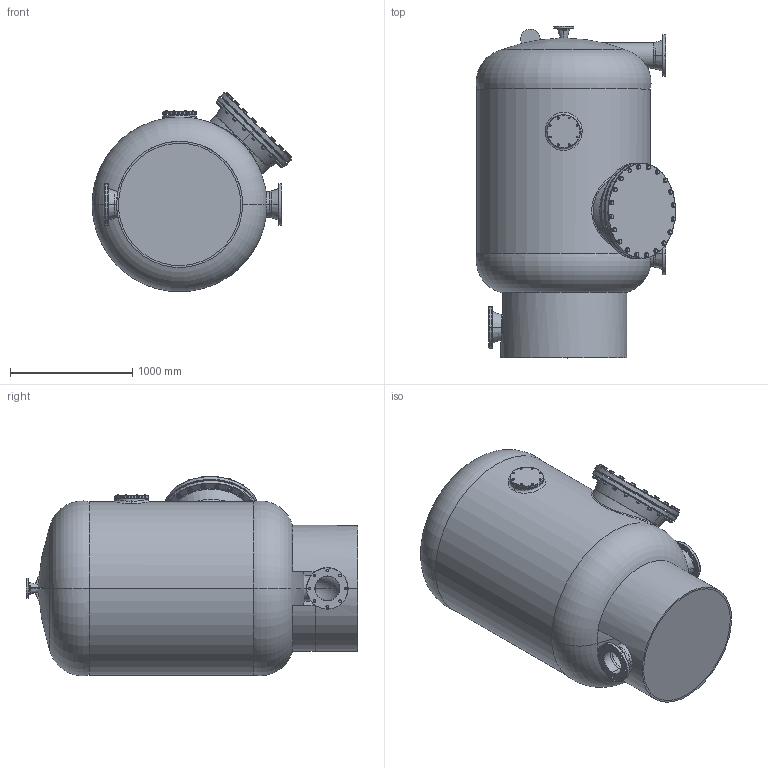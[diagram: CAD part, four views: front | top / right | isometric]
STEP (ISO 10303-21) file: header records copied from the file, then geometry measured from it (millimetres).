
FILE_DESCRIPTION (( 'STEP AP214' ), '1' );
FILE_NAME ('diatomea140c_v1_.STEP', '2020-10-30T08:42:54', ( '' ), ( '' ), 'SwSTEP 2.0', 'SolidWorks 2019', '' );
FILE_SCHEMA (( 'AUTOMOTIVE_DESIGN' ));
Length unit declared in the file: millimetre
Products named in the file (1): diatomea140c_v1_
Bounding box: 1630.92 x 2711.73 x 1630.87 mm (x, y, z)
Surface area: 19187320.9 mm2 (no closed solid volume)
Topology: 0 solids, 126 shells, 1057 faces, 2597 edges, 1651 vertices
Faces by surface type: plane 419, cone 354, cylinder 214, torus 62, sphere 4, bspline 4
Entity records: 80229 total; most frequent: CARTESIAN_POINT 48739, ORIENTED_EDGE 4508, DIRECTION 2606, EDGE_CURVE 2597, B_SPLINE_CURVE_WITH_KNOTS 2307, VERTEX_POINT 1651, AXIS2_PLACEMENT_3D 1262, EDGE_LOOP 1125
